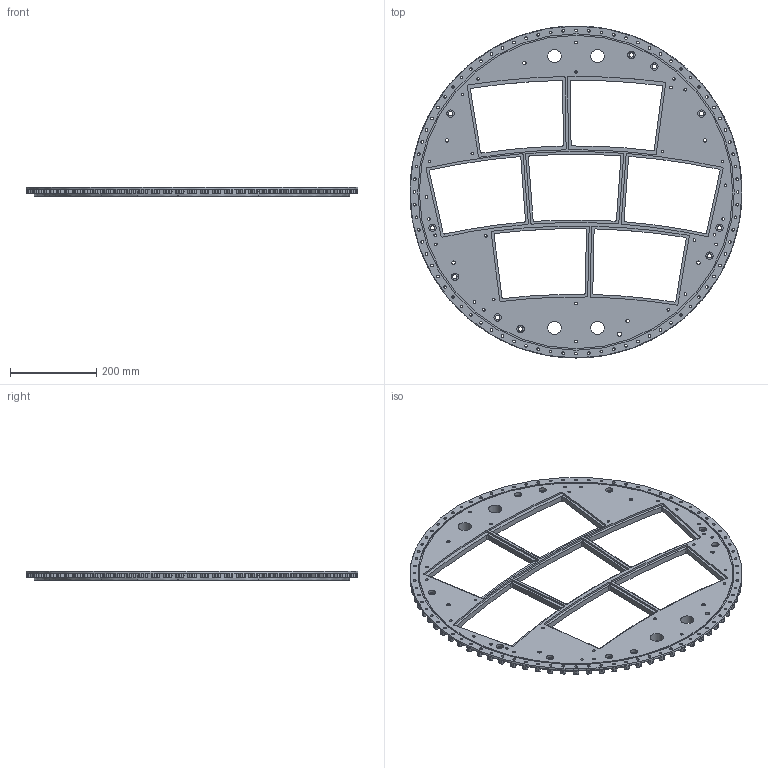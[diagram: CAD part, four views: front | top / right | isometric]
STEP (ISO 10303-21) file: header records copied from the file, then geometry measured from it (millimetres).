
FILE_DESCRIPTION((''),'2;1');
FILE_NAME('LP1Endplate3-Assembly-MainPlate.stp','2011-06-06T14:52:24',('dpp2'),(''),'Autodesk Inventor 2011','Autodesk Inventor 2011','');
FILE_SCHEMA(('AUTOMOTIVE_DESIGN { 1 0 10303 214 1 1 1 1 }'));
Length unit declared in the file: millimetre
Products named in the file (1): LP1Endplate3-Assembly-MainPlate
Bounding box: 770 x 770 x 21 mm (x, y, z)
Volume: 2425770.1 mm3; surface area: 843070.7 mm2
Topology: 1 solids, 1 shells, 2371 faces, 6584 edges, 4349 vertices
Faces by surface type: cylinder 1367, plane 738, cone 266
Full cylindrical faces by diameter (mm): 2.459 x18, 2.642 x198, 2.9 x28, 3 x28, 3.242 x16, 6 x68, 6.2 x40, 7.95 x6, 10 x1, 10.084 x10, 17 x10, 18 x6, 31 x4, 726.7 x1, 732 x1, 734 x1, 770 x1
Entity records: 70586 total; most frequent: DIRECTION 13334, CARTESIAN_POINT 11800, ORIENTED_EDGE 10960, AXIS2_PLACEMENT_3D 5482, EDGE_CURVE 5480, VERTEX_POINT 3948, EDGE_LOOP 3480, CIRCLE 3110
